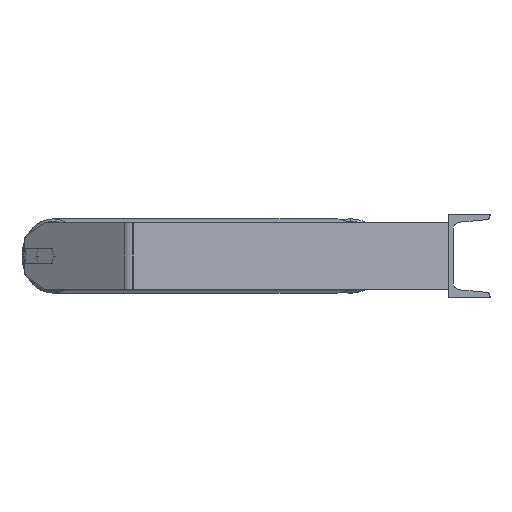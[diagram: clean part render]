
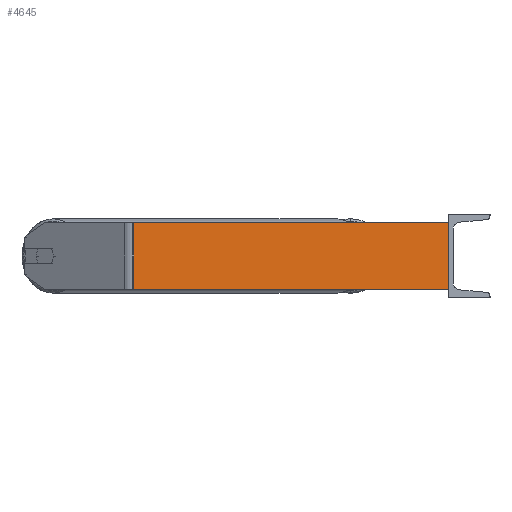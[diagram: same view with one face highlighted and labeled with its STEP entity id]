
A CAD part, left-side view. The second image highlights one B-rep face of the part: STEP entity #4645.
In plain terms, the highlighted planar face has unit normal (-0.996, -0.087, 0).
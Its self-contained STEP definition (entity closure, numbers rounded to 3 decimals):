
#67 = EDGE_LOOP ( 'NONE', ( #3866, #1242, #3090, #2993 ) ) ;
#428 = CARTESIAN_POINT ( 'NONE',  ( -885., 0., 40. ) ) ;
#781 = CARTESIAN_POINT ( 'NONE',  ( -918.418, 381.972, 40. ) ) ;
#882 = VECTOR ( 'NONE', #5658, 1000. ) ;
#1199 = CARTESIAN_POINT ( 'NONE',  ( -917.911, 376.171, -40. ) ) ;
#1242 = ORIENTED_EDGE ( 'NONE', *, *, #1435, .F. ) ;
#1435 = EDGE_CURVE ( 'NONE', #7441, #5621, #3014, .T. ) ;
#1580 = CARTESIAN_POINT ( 'NONE',  ( -917.911, 376.171, 40. ) ) ;
#1594 = AXIS2_PLACEMENT_3D ( 'NONE', #781, #6384, #2944 ) ;
#1721 = EDGE_CURVE ( 'NONE', #7546, #7441, #5917, .T. ) ;
#2460 = EDGE_CURVE ( 'NONE', #7546, #3740, #5731, .T. ) ;
#2944 = DIRECTION ( 'NONE',  ( -0.087, 0.996, 0. ) ) ;
#2987 = PLANE ( 'NONE',  #1594 ) ;
#2993 = ORIENTED_EDGE ( 'NONE', *, *, #2460, .T. ) ;
#3014 = LINE ( 'NONE', #5786, #882 ) ;
#3090 = ORIENTED_EDGE ( 'NONE', *, *, #1721, .F. ) ;
#3406 = DIRECTION ( 'NONE',  ( 0.087, -0.996, 0. ) ) ;
#3619 = FACE_OUTER_BOUND ( 'NONE', #67, .T. ) ;
#3740 = VERTEX_POINT ( 'NONE', #1199 ) ;
#3769 = EDGE_CURVE ( 'NONE', #3740, #5621, #5487, .T. ) ;
#3866 = ORIENTED_EDGE ( 'NONE', *, *, #3769, .T. ) ;
#4276 = CARTESIAN_POINT ( 'NONE',  ( -885., 0., -40. ) ) ;
#4390 = DIRECTION ( 'NONE',  ( 0., 0., -1. ) ) ;
#4497 = CARTESIAN_POINT ( 'NONE',  ( -917.911, 376.171, 40. ) ) ;
#4529 = VECTOR ( 'NONE', #3406, 1000. ) ;
#4645 = ADVANCED_FACE ( 'NONE', ( #3619 ), #2987, .F. ) ;
#4767 = CARTESIAN_POINT ( 'NONE',  ( -918.418, 381.972, 40. ) ) ;
#5487 = LINE ( 'NONE', #7523, #4529 ) ;
#5621 = VERTEX_POINT ( 'NONE', #4276 ) ;
#5658 = DIRECTION ( 'NONE',  ( 0., 0., -1. ) ) ;
#5731 = LINE ( 'NONE', #1580, #6752 ) ;
#5786 = CARTESIAN_POINT ( 'NONE',  ( -885., 0., 40. ) ) ;
#5917 = LINE ( 'NONE', #4767, #7138 ) ;
#6384 = DIRECTION ( 'NONE',  ( 0.996, 0.087, 0. ) ) ;
#6752 = VECTOR ( 'NONE', #4390, 1000. ) ;
#6907 = DIRECTION ( 'NONE',  ( 0.087, -0.996, 0. ) ) ;
#7138 = VECTOR ( 'NONE', #6907, 1000. ) ;
#7441 = VERTEX_POINT ( 'NONE', #428 ) ;
#7523 = CARTESIAN_POINT ( 'NONE',  ( -918.418, 381.972, -40. ) ) ;
#7546 = VERTEX_POINT ( 'NONE', #4497 ) ;
